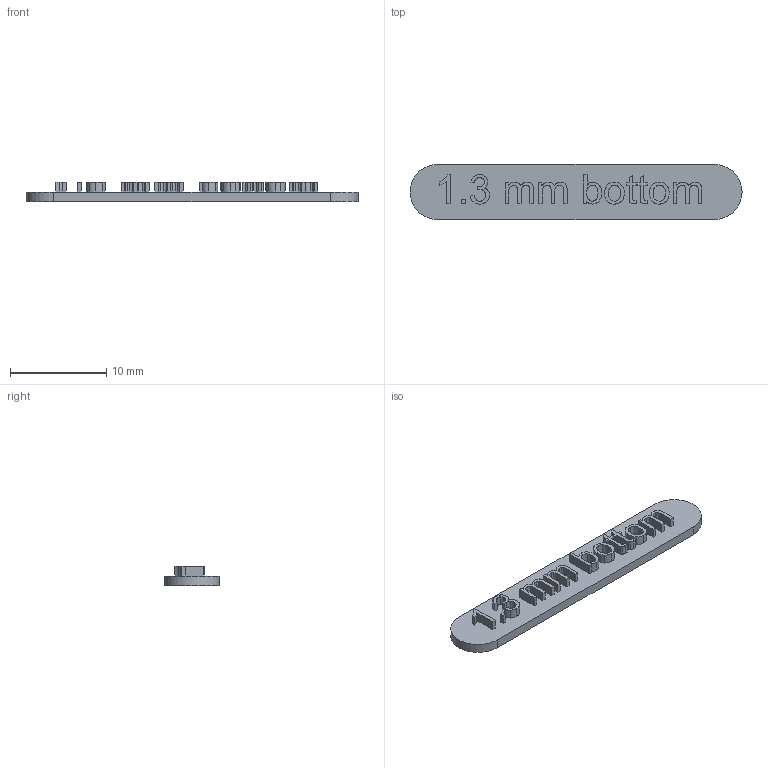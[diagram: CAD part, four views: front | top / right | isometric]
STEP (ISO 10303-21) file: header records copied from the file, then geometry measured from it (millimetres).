
FILE_DESCRIPTION(/* description */ (''),/* implementation_level */ '2;1');
FILE_NAME(/* name */ '1.3mm bottom.step',/* time_stamp */ '2023-08-05T18:46:46+01:00',/* author */ (''),/* organization */ (''),/* preprocessor_version */ 'ST-DEVELOPER v20',/* originating_system */ 'Autodesk Translation Framework v12.9.0.99',/* authorisation */ '');
FILE_SCHEMA (('AUTOMOTIVE_DESIGN { 1 0 10303 214 3 1 1 }'));
Length unit declared in the file: millimetre
Products named in the file (1): 1.3mm bottom
Bounding box: 34.48 x 5.73 x 2 mm (x, y, z)
Volume: 212.4 mm3; surface area: 617.9 mm2
Topology: 9 solids, 9 shells, 247 faces, 678 edges, 452 vertices
Faces by surface type: bspline 148, plane 97, cylinder 2
Entity records: 9193 total; most frequent: CARTESIAN_POINT 3894, ORIENTED_EDGE 1356, EDGE_CURVE 678, DIRECTION 586, VERTEX_POINT 452, LINE 378, VECTOR 378, B_SPLINE_CURVE_WITH_KNOTS 296
